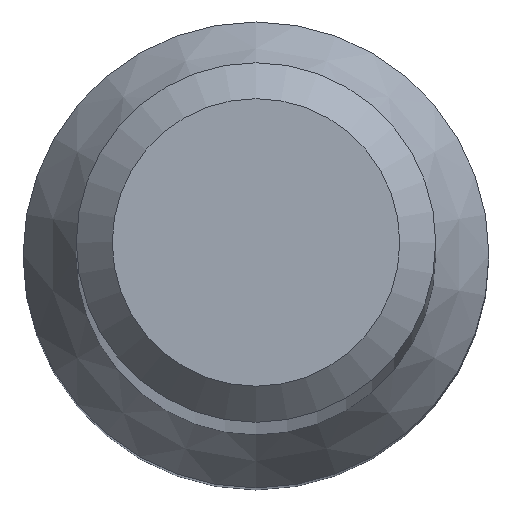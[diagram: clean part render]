
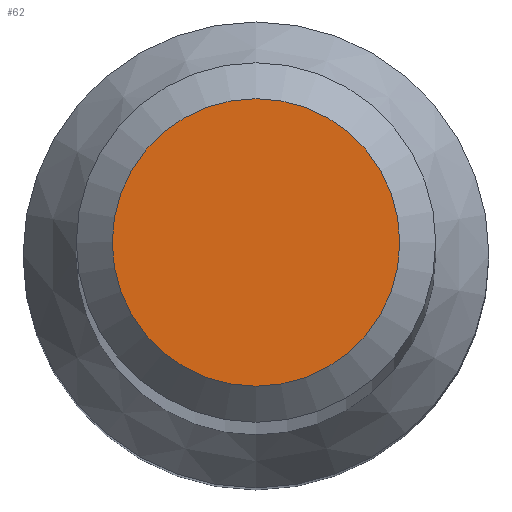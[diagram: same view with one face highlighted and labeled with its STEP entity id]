
A CAD part, top view. The second image highlights one B-rep face of the part: STEP entity #62.
In plain terms, the highlighted planar face has unit normal (0, 0, 1).
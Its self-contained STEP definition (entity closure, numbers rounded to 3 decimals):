
#5 = CARTESIAN_POINT ( 'NONE',  ( 0., 0., 70. ) ) ;
#7 = AXIS2_PLACEMENT_3D ( 'NONE', #122, #28, #213 ) ;
#9 = DIRECTION ( 'NONE',  ( 0., 0., -1. ) ) ;
#28 = DIRECTION ( 'NONE',  ( 0., 0., 1. ) ) ;
#62 = ADVANCED_FACE ( 'NONE', ( #116 ), #89, .T. ) ;
#71 = CIRCLE ( 'NONE', #185, 1.2 ) ;
#75 = EDGE_CURVE ( 'NONE', #124, #124, #71, .T. ) ;
#89 = PLANE ( 'NONE',  #7 ) ;
#116 = FACE_OUTER_BOUND ( 'NONE', #206, .T. ) ;
#122 = CARTESIAN_POINT ( 'NONE',  ( 0., 0., 70. ) ) ;
#124 = VERTEX_POINT ( 'NONE', #240 ) ;
#140 = DIRECTION ( 'NONE',  ( 0., 1., 0. ) ) ;
#185 = AXIS2_PLACEMENT_3D ( 'NONE', #5, #9, #140 ) ;
#206 = EDGE_LOOP ( 'NONE', ( #225 ) ) ;
#213 = DIRECTION ( 'NONE',  ( 0., -1., 0. ) ) ;
#225 = ORIENTED_EDGE ( 'NONE', *, *, #75, .F. ) ;
#240 = CARTESIAN_POINT ( 'NONE',  ( 0., 1.2, 70. ) ) ;
